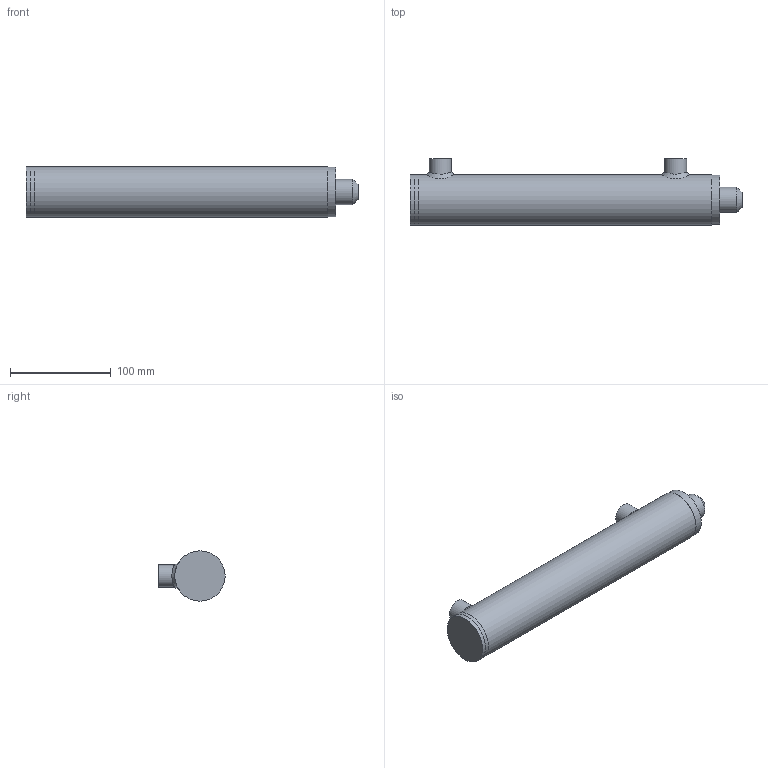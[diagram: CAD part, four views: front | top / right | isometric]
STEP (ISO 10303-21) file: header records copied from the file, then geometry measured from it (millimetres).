
FILE_DESCRIPTION(/* description */ (''),/* implementation_level */ '2;1');
FILE_NAME(/* name */ 'CY0400250200A00A00-1.stp',/* time_stamp */ '2023-06-20T10:54:17+02:00',/* author */ ('msn'),/* organization */ (''),/* preprocessor_version */ 'ST-DEVELOPER v19.2',/* originating_system */ 'Autodesk Inventor 2024',/* authorisation */ '');
FILE_SCHEMA (('AUTOMOTIVE_DESIGN { 1 0 10303 214 3 1 1 }'));
Length unit declared in the file: millimetre
Products named in the file (9): CY0400250200A00A00-1; CY0400250200A00A00-1_1; Rør; NBP000040015; stok Ø25; NBF000040050; NBT005004025; NBBORSG1-4``; Wuerth_037114_DIN 982, stål 8, forzinket
Assembly tree (9 placements, depth 2):
  CY0400250200A00A00-1
    CY0400250200A00A00-1_1
    Rør
    NBP000040015
    stok Ø25
    NBF000040050
    NBT005004025
    NBBORSG1-4``  x2
    Wuerth_037114_DIN 982, stål 8, forzinket
Bounding box: 330 x 65.82 x 50 mm (x, y, z)
Volume: 437045.9 mm3; surface area: 145835.7 mm2
Topology: 11 solids, 11 shells, 121 faces, 251 edges, 165 vertices
Faces by surface type: cylinder 49, plane 41, cone 28, bspline 2, torus 1
Full cylindrical faces by diameter (mm): 6 x2, 11.445 x2, 12.6 x1, 14 x3, 15 x2, 22 x5, 25 x5, 27 x2, 30 x2, 35 x1, 36 x2, 40 x7, 43 x1, 44 x2, 49 x1, 50 x3
Entity records: 4324 total; most frequent: CARTESIAN_POINT 1431, DIRECTION 582, ORIENTED_EDGE 484, AXIS2_PLACEMENT_3D 256, EDGE_CURVE 242, VERTEX_POINT 159, EDGE_LOOP 149, CIRCLE 124
